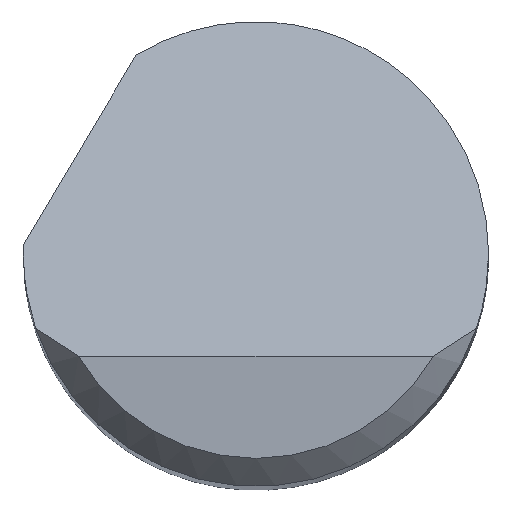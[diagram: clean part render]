
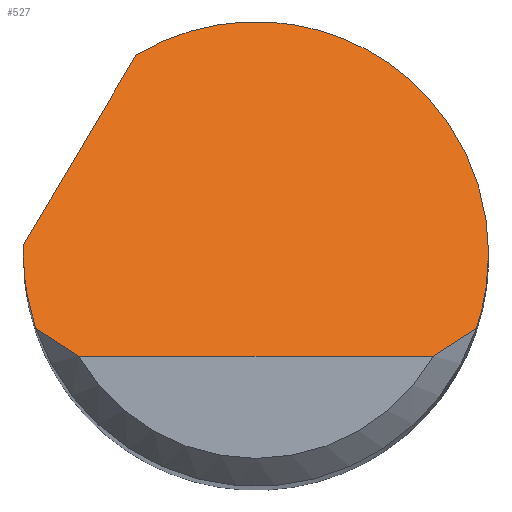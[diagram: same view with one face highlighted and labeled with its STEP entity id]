
A CAD part, top view. The second image highlights one B-rep face of the part: STEP entity #527.
In plain terms, the highlighted planar face has unit normal (0, 0.707, 0.707).
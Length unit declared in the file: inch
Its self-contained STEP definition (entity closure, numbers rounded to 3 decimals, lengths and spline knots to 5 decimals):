
#3 = CARTESIAN_POINT ( 'NONE',  ( 0.125, 0., 2.445 ) ) ;
#26 = ORIENTED_EDGE ( 'NONE', *, *, #175, .T. ) ;
#29 = CARTESIAN_POINT ( 'NONE',  ( 0.12279, -0.02708, 2.47208 ) ) ;
#33 = CARTESIAN_POINT ( 'NONE',  ( -0.11843, -0.04, 2.485 ) ) ;
#40 = CARTESIAN_POINT ( 'NONE',  ( 0.09526, -0.055, 2.5 ) ) ;
#41 = LINE ( 'NONE', #510, #659 ) ;
#57 = VECTOR ( 'NONE', #587, 39.37008 ) ;
#92 = B_SPLINE_CURVE_WITH_KNOTS ( 'NONE', 3,
 ( #170, #469, #764, #155 ),
 .UNSPECIFIED., .F., .F.,
 ( 4, 4 ),
 ( 0., 0.0008 ),
 .UNSPECIFIED. ) ;
#99 = CARTESIAN_POINT ( 'NONE',  ( 0.125, 0., 2.445 ) ) ;
#108 = CARTESIAN_POINT ( 'NONE',  ( -0.09526, -0.055, 2.5 ) ) ;
#109 = CARTESIAN_POINT ( 'NONE',  ( 0.09526, -0.055, 2.5 ) ) ;
#116 = CARTESIAN_POINT ( 'NONE',  ( 0.0296, 0.1636, 2.2814 ) ) ;
#118 =( BOUNDED_CURVE ( )  B_SPLINE_CURVE ( 3, ( #696, #116, #540, #3 ),
 .UNSPECIFIED., .F., .T. ) 
 B_SPLINE_CURVE_WITH_KNOTS ( ( 4, 4 ),
 ( 5.74227, 7.85398 ),
 .UNSPECIFIED. ) 
 CURVE ( )  GEOMETRIC_REPRESENTATION_ITEM ( )  RATIONAL_B_SPLINE_CURVE ( ( 1., 0.662, 0.662, 1. ) ) 
 REPRESENTATION_ITEM ( '' )  );
#119 = VERTEX_POINT ( 'NONE', #109 ) ;
#123 = ORIENTED_EDGE ( 'NONE', *, *, #607, .F. ) ;
#135 = VERTEX_POINT ( 'NONE', #461 ) ;
#142 = ORIENTED_EDGE ( 'NONE', *, *, #375, .F. ) ;
#155 = CARTESIAN_POINT ( 'NONE',  ( -0.09526, -0.055, 2.5 ) ) ;
#159 = CARTESIAN_POINT ( 'NONE',  ( -0.12279, -0.02708, 2.47208 ) ) ;
#170 = CARTESIAN_POINT ( 'NONE',  ( -0.11843, -0.04, 2.485 ) ) ;
#175 = EDGE_CURVE ( 'NONE', #426, #119, #655, .T. ) ;
#180 = DIRECTION ( 'NONE',  ( 0., 0.707, -0.707 ) ) ;
#183 = EDGE_CURVE ( 'NONE', #692, #727, #41, .T. ) ;
#216 = CARTESIAN_POINT ( 'NONE',  ( 0.125, -0.01363, 2.45863 ) ) ;
#218 = CARTESIAN_POINT ( 'NONE',  ( -0.1249, 0.005, 2.44 ) ) ;
#224 = CARTESIAN_POINT ( 'NONE',  ( -0.125, -0.01363, 2.45863 ) ) ;
#268 = VERTEX_POINT ( 'NONE', #299 ) ;
#273 = B_SPLINE_CURVE_WITH_KNOTS ( 'NONE', 3,
 ( #40, #381, #779, #282 ),
 .UNSPECIFIED., .F., .F.,
 ( 4, 4 ),
 ( 0., 0.0008 ),
 .UNSPECIFIED. ) ;
#279 =( BOUNDED_CURVE ( )  B_SPLINE_CURVE ( 3, ( #348, #337, #592, #575 ),
 .UNSPECIFIED., .F., .F. ) 
 B_SPLINE_CURVE_WITH_KNOTS ( ( 4, 4 ),
 ( 4.71239, 4.7524 ),
 .UNSPECIFIED. ) 
 CURVE ( )  GEOMETRIC_REPRESENTATION_ITEM ( )  RATIONAL_B_SPLINE_CURVE ( ( 1., 1., 1., 1. ) ) 
 REPRESENTATION_ITEM ( '' )  );
#282 = CARTESIAN_POINT ( 'NONE',  ( 0.11843, -0.04, 2.485 ) ) ;
#285 = CARTESIAN_POINT ( 'NONE',  ( -0.06437, 0.10715, 2.33785 ) ) ;
#294 = CARTESIAN_POINT ( 'NONE',  ( -0.125, -0.055, 2.5 ) ) ;
#299 = CARTESIAN_POINT ( 'NONE',  ( 0.11843, -0.04, 2.485 ) ) ;
#318 = EDGE_LOOP ( 'NONE', ( #26, #414, #340, #438, #736, #123, #142, #572 ) ) ;
#330 = VERTEX_POINT ( 'NONE', #359 ) ;
#337 = CARTESIAN_POINT ( 'NONE',  ( -0.125, 0.00167, 2.44333 ) ) ;
#338 = CARTESIAN_POINT ( 'NONE',  ( -0.125, 0., 2.445 ) ) ;
#340 = ORIENTED_EDGE ( 'NONE', *, *, #368, .F. ) ;
#343 = CARTESIAN_POINT ( 'NONE',  ( 0., -0.055, 2.5 ) ) ;
#348 = CARTESIAN_POINT ( 'NONE',  ( -0.125, 0., 2.445 ) ) ;
#359 = CARTESIAN_POINT ( 'NONE',  ( -0.11843, -0.04, 2.485 ) ) ;
#368 = EDGE_CURVE ( 'NONE', #135, #268, #408, .T. ) ;
#374 = EDGE_CURVE ( 'NONE', #119, #268, #273, .T. ) ;
#375 = EDGE_CURVE ( 'NONE', #330, #432, #748, .T. ) ;
#381 = CARTESIAN_POINT ( 'NONE',  ( 0.10339, -0.05031, 2.49531 ) ) ;
#390 = CARTESIAN_POINT ( 'NONE',  ( 0.11843, -0.04, 2.485 ) ) ;
#408 =( BOUNDED_CURVE ( )  B_SPLINE_CURVE ( 3, ( #99, #216, #29, #390 ),
 .UNSPECIFIED., .F., .F. ) 
 B_SPLINE_CURVE_WITH_KNOTS ( ( 4, 4 ),
 ( 1.5708, 1.89653 ),
 .UNSPECIFIED. ) 
 CURVE ( )  GEOMETRIC_REPRESENTATION_ITEM ( )  RATIONAL_B_SPLINE_CURVE ( ( 1., 0.991, 0.991, 1. ) ) 
 REPRESENTATION_ITEM ( '' )  );
#414 = ORIENTED_EDGE ( 'NONE', *, *, #374, .T. ) ;
#426 = VERTEX_POINT ( 'NONE', #108 ) ;
#432 = VERTEX_POINT ( 'NONE', #589 ) ;
#438 = ORIENTED_EDGE ( 'NONE', *, *, #450, .F. ) ;
#444 = DIRECTION ( 'NONE',  ( 0.386, 0.652, -0.652 ) ) ;
#450 = EDGE_CURVE ( 'NONE', #727, #135, #118, .T. ) ;
#461 = CARTESIAN_POINT ( 'NONE',  ( 0.125, 0., 2.445 ) ) ;
#469 = CARTESIAN_POINT ( 'NONE',  ( -0.11107, -0.04528, 2.49028 ) ) ;
#510 = CARTESIAN_POINT ( 'NONE',  ( -0.15516, -0.04606, 2.49106 ) ) ;
#527 = ADVANCED_FACE ( 'NONE', ( #547 ), #596, .F. ) ;
#540 = CARTESIAN_POINT ( 'NONE',  ( 0.125, 0.10961, 2.33539 ) ) ;
#543 = DIRECTION ( 'NONE',  ( 0., -0.707, -0.707 ) ) ;
#547 = FACE_OUTER_BOUND ( 'NONE', #318, .T. ) ;
#556 = EDGE_CURVE ( 'NONE', #330, #426, #92, .T. ) ;
#572 = ORIENTED_EDGE ( 'NONE', *, *, #556, .T. ) ;
#575 = CARTESIAN_POINT ( 'NONE',  ( -0.1249, 0.005, 2.44 ) ) ;
#587 = DIRECTION ( 'NONE',  ( 1., 0., 0. ) ) ;
#589 = CARTESIAN_POINT ( 'NONE',  ( -0.125, 0., 2.445 ) ) ;
#592 = CARTESIAN_POINT ( 'NONE',  ( -0.12497, 0.00333, 2.44167 ) ) ;
#596 = PLANE ( 'NONE',  #733 ) ;
#607 = EDGE_CURVE ( 'NONE', #432, #692, #279, .T. ) ;
#655 = LINE ( 'NONE', #343, #57 ) ;
#659 = VECTOR ( 'NONE', #444, 39.37008 ) ;
#692 = VERTEX_POINT ( 'NONE', #218 ) ;
#696 = CARTESIAN_POINT ( 'NONE',  ( -0.06437, 0.10715, 2.33785 ) ) ;
#727 = VERTEX_POINT ( 'NONE', #285 ) ;
#733 = AXIS2_PLACEMENT_3D ( 'NONE', #294, #543, #180 ) ;
#736 = ORIENTED_EDGE ( 'NONE', *, *, #183, .F. ) ;
#748 =( BOUNDED_CURVE ( )  B_SPLINE_CURVE ( 3, ( #33, #159, #224, #338 ),
 .UNSPECIFIED., .F., .T. ) 
 B_SPLINE_CURVE_WITH_KNOTS ( ( 4, 4 ),
 ( 4.38666, 4.71239 ),
 .UNSPECIFIED. ) 
 CURVE ( )  GEOMETRIC_REPRESENTATION_ITEM ( )  RATIONAL_B_SPLINE_CURVE ( ( 1., 0.991, 0.991, 1. ) ) 
 REPRESENTATION_ITEM ( '' )  );
#764 = CARTESIAN_POINT ( 'NONE',  ( -0.10339, -0.05031, 2.49531 ) ) ;
#779 = CARTESIAN_POINT ( 'NONE',  ( 0.11107, -0.04528, 2.49028 ) ) ;
